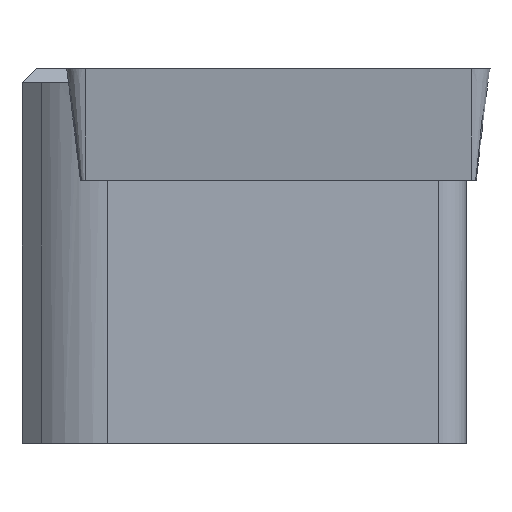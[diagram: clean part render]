
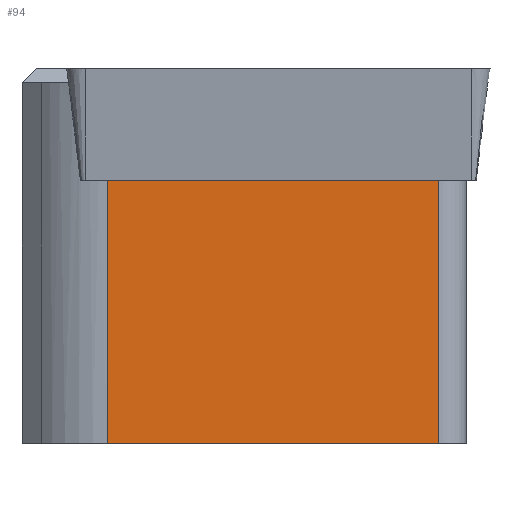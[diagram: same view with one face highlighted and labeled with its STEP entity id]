
A CAD part, left-side view. The second image highlights one B-rep face of the part: STEP entity #94.
In plain terms, the highlighted planar face has unit normal (-1, 0, 0).
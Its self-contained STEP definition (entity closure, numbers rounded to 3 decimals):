
#94=ADVANCED_FACE('',(#162),#128,.F.);
#128=PLANE('',#700);
#162=FACE_OUTER_BOUND('',#200,.T.);
#200=EDGE_LOOP('',(#324,#325,#326,#327));
#324=ORIENTED_EDGE('',*,*,#501,.T.);
#325=ORIENTED_EDGE('',*,*,#502,.T.);
#326=ORIENTED_EDGE('',*,*,#503,.F.);
#327=ORIENTED_EDGE('',*,*,#453,.F.);
#392=VERTEX_POINT('',#914);
#399=VERTEX_POINT('',#928);
#425=VERTEX_POINT('',#1027);
#426=VERTEX_POINT('',#1031);
#453=EDGE_CURVE('',#399,#392,#537,.T.);
#501=EDGE_CURVE('',#399,#425,#578,.T.);
#502=EDGE_CURVE('',#425,#426,#579,.T.);
#503=EDGE_CURVE('',#392,#426,#580,.T.);
#537=LINE('',#929,#606);
#578=LINE('',#1028,#647);
#579=LINE('',#1030,#648);
#580=LINE('',#1032,#649);
#606=VECTOR('',#741,1.);
#647=VECTOR('',#838,1.);
#648=VECTOR('',#841,1.);
#649=VECTOR('',#842,1.);
#700=AXIS2_PLACEMENT_3D('',#1033,#843,#844);
#741=DIRECTION('',(0.,1.,0.));
#838=DIRECTION('',(0.,0.,1.));
#841=DIRECTION('',(0.,1.,0.));
#842=DIRECTION('',(0.,0.,1.));
#843=DIRECTION('',(1.,0.,0.));
#844=DIRECTION('',(0.,1.,0.));
#914=CARTESIAN_POINT('',(0.392,-1.826,-8.));
#928=CARTESIAN_POINT('',(0.392,-8.891,-8.));
#929=CARTESIAN_POINT('',(0.392,-8.891,-8.));
#1027=CARTESIAN_POINT('',(0.392,-8.891,-2.38));
#1028=CARTESIAN_POINT('',(0.392,-8.891,-30.));
#1030=CARTESIAN_POINT('',(0.392,-8.891,-2.38));
#1031=CARTESIAN_POINT('',(0.392,-1.826,-2.38));
#1032=CARTESIAN_POINT('',(0.392,-1.826,-30.));
#1033=CARTESIAN_POINT('',(0.392,-8.891,-30.));
